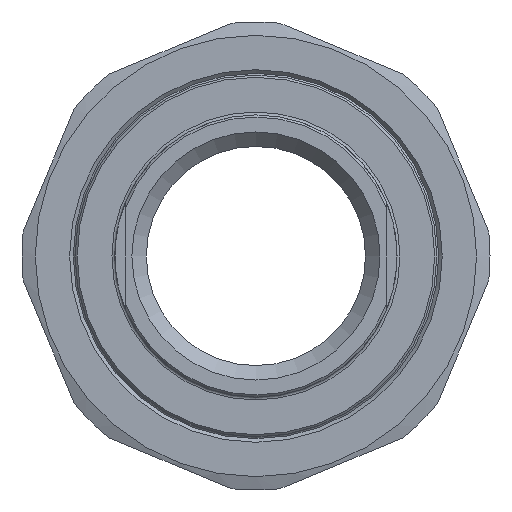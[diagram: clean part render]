
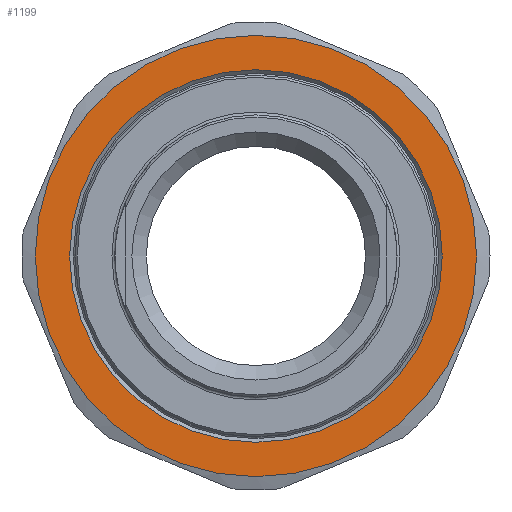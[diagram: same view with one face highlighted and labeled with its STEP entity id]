
A CAD part, left-side view. The second image highlights one B-rep face of the part: STEP entity #1199.
In plain terms, the highlighted planar face has unit normal (-1, 0, 0).
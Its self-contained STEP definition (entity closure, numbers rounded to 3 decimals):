
#38=FACE_BOUND('',#226,.T.);
#106=PLANE('',#1376);
#150=FACE_OUTER_BOUND('',#225,.T.);
#225=EDGE_LOOP('',(#916));
#226=EDGE_LOOP('',(#917));
#424=CIRCLE('',#1355,30.5);
#435=CIRCLE('',#1375,25.75);
#537=VERTEX_POINT('',#2052);
#546=VERTEX_POINT('',#2084);
#674=EDGE_CURVE('',#537,#537,#424,.T.);
#687=EDGE_CURVE('',#546,#546,#435,.T.);
#916=ORIENTED_EDGE('',*,*,#674,.T.);
#917=ORIENTED_EDGE('',*,*,#687,.F.);
#1199=ADVANCED_FACE('',(#150,#38),#106,.F.);
#1355=AXIS2_PLACEMENT_3D('',#2054,#1585,#1586);
#1375=AXIS2_PLACEMENT_3D('',#2085,#1627,#1628);
#1376=AXIS2_PLACEMENT_3D('',#2087,#1630,#1631);
#1585=DIRECTION('center_axis',(-1.,0.,0.));
#1586=DIRECTION('ref_axis',(0.,1.,0.));
#1627=DIRECTION('center_axis',(-1.,0.,0.));
#1628=DIRECTION('ref_axis',(0.,-1.,0.));
#1630=DIRECTION('center_axis',(1.,0.,0.));
#1631=DIRECTION('ref_axis',(0.,0.,-1.));
#2052=CARTESIAN_POINT('',(-20.,-30.5,0.));
#2054=CARTESIAN_POINT('Origin',(-20.,0.,0.));
#2084=CARTESIAN_POINT('',(-20.,25.75,0.));
#2085=CARTESIAN_POINT('Origin',(-20.,0.,0.));
#2087=CARTESIAN_POINT('Origin',(-20.,0.,0.));
